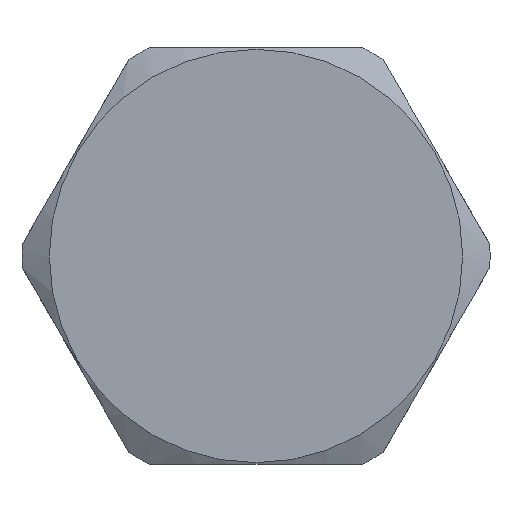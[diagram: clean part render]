
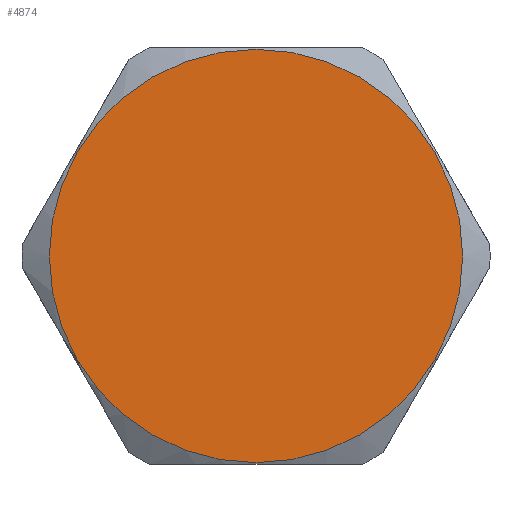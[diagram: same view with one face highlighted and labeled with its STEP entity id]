
A CAD part, left-side view. The second image highlights one B-rep face of the part: STEP entity #4874.
In plain terms, the highlighted planar face has unit normal (-1, 0, 0).
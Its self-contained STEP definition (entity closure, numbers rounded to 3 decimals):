
#35 = DIRECTION ( 'NONE',  ( 1., 0., 0. ) ) ;
#56 = CARTESIAN_POINT ( 'NONE',  ( -12.719, 14.064, 0. ) ) ;
#76 = CARTESIAN_POINT ( 'NONE',  ( -12.719, 14.064, 0. ) ) ;
#106 = DIRECTION ( 'NONE',  ( 1., 0., 0. ) ) ;
#152 = DIRECTION ( 'NONE',  ( 0., 0., -1. ) ) ;
#188 = PLANE ( 'NONE',  #225 ) ;
#217 = DIRECTION ( 'NONE',  ( 0., 0., -1. ) ) ;
#225 = AXIS2_PLACEMENT_3D ( 'NONE', #56, #35, #152 ) ;
#1377 = EDGE_CURVE ( 'NONE', #2854, #2866, #2112, .T. ) ;
#1779 = ORIENTED_EDGE ( 'NONE', *, *, #5098, .F. ) ;
#2051 = ORIENTED_EDGE ( 'NONE', *, *, #1377, .F. ) ;
#2112 = CIRCLE ( 'NONE', #5272, 9.45 ) ;
#2854 = VERTEX_POINT ( 'NONE', #6812 ) ;
#2866 = VERTEX_POINT ( 'NONE', #6752 ) ;
#3698 = AXIS2_PLACEMENT_3D ( 'NONE', #4003, #4004, #4005 ) ;
#4003 = CARTESIAN_POINT ( 'NONE',  ( -12.719, 14.064, 0. ) ) ;
#4004 = DIRECTION ( 'NONE',  ( 1., 0., 0. ) ) ;
#4005 = DIRECTION ( 'NONE',  ( 0., 0., -1. ) ) ;
#4430 = FACE_OUTER_BOUND ( 'NONE', #5796, .T. ) ;
#4472 = CIRCLE ( 'NONE', #3698, 9.45 ) ;
#4874 = ADVANCED_FACE ( 'NONE', ( #4430 ), #188, .F. ) ;
#5098 = EDGE_CURVE ( 'NONE', #2866, #2854, #4472, .T. ) ;
#5272 = AXIS2_PLACEMENT_3D ( 'NONE', #76, #106, #217 ) ;
#5796 = EDGE_LOOP ( 'NONE', ( #2051, #1779 ) ) ;
#6752 = CARTESIAN_POINT ( 'NONE',  ( -12.719, 14.064, 9.45 ) ) ;
#6812 = CARTESIAN_POINT ( 'NONE',  ( -12.719, 14.064, -9.45 ) ) ;
